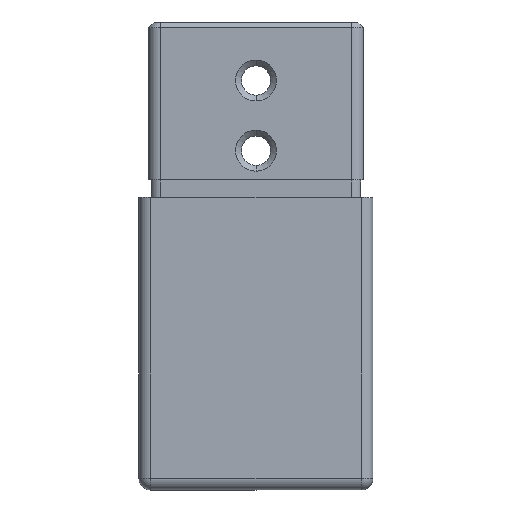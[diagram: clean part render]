
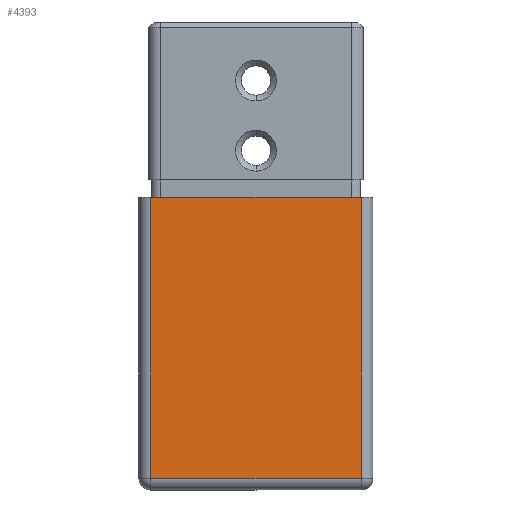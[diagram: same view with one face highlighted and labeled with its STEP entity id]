
A CAD part, front view. The second image highlights one B-rep face of the part: STEP entity #4393.
In plain terms, the highlighted planar face has unit normal (0, -1, 0).
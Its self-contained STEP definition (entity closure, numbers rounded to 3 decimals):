
#173 = ORIENTED_EDGE ( 'NONE', *, *, #6427, .T. ) ;
#559 = VERTEX_POINT ( 'NONE', #5043 ) ;
#712 = DIRECTION ( 'NONE',  ( 0., 0., -1. ) ) ;
#2916 = AXIS2_PLACEMENT_3D ( 'NONE', #10126, #14974, #712 ) ;
#3923 = VECTOR ( 'NONE', #9777, 1000. ) ;
#3982 = CARTESIAN_POINT ( 'NONE',  ( 18., 0., 50. ) ) ;
#4393 = ADVANCED_FACE ( 'NONE', ( #7769 ), #19477, .T. ) ;
#4407 = CARTESIAN_POINT ( 'NONE',  ( 18., 0., 2. ) ) ;
#4573 = VERTEX_POINT ( 'NONE', #6482 ) ;
#5043 = CARTESIAN_POINT ( 'NONE',  ( -18., 0., 50. ) ) ;
#5615 = LINE ( 'NONE', #9782, #10978 ) ;
#6427 = EDGE_CURVE ( 'NONE', #7086, #4573, #16799, .T. ) ;
#6482 = CARTESIAN_POINT ( 'NONE',  ( 18., 0., 50. ) ) ;
#7086 = VERTEX_POINT ( 'NONE', #4407 ) ;
#7769 = FACE_OUTER_BOUND ( 'NONE', #11074, .T. ) ;
#8161 = DIRECTION ( 'NONE',  ( 0., 0., 1. ) ) ;
#8393 = CARTESIAN_POINT ( 'NONE',  ( -18., 0., 0. ) ) ;
#9777 = DIRECTION ( 'NONE',  ( 0., 0., 1. ) ) ;
#9782 = CARTESIAN_POINT ( 'NONE',  ( 18., 0., 2. ) ) ;
#10126 = CARTESIAN_POINT ( 'NONE',  ( 18., 0., 0. ) ) ;
#10978 = VECTOR ( 'NONE', #15988, 1000. ) ;
#11074 = EDGE_LOOP ( 'NONE', ( #18698, #16942, #173, #11313 ) ) ;
#11313 = ORIENTED_EDGE ( 'NONE', *, *, #17054, .F. ) ;
#12398 = CARTESIAN_POINT ( 'NONE',  ( 18., 0., 0. ) ) ;
#12750 = EDGE_CURVE ( 'NONE', #16803, #559, #16406, .T. ) ;
#13854 = EDGE_CURVE ( 'NONE', #16803, #7086, #5615, .T. ) ;
#13932 = LINE ( 'NONE', #3982, #14181 ) ;
#14181 = VECTOR ( 'NONE', #16287, 1000. ) ;
#14974 = DIRECTION ( 'NONE',  ( 0., -1., 0. ) ) ;
#15988 = DIRECTION ( 'NONE',  ( 1., 0., 0. ) ) ;
#16287 = DIRECTION ( 'NONE',  ( 1., 0., 0. ) ) ;
#16406 = LINE ( 'NONE', #8393, #3923 ) ;
#16799 = LINE ( 'NONE', #12398, #17501 ) ;
#16803 = VERTEX_POINT ( 'NONE', #17577 ) ;
#16942 = ORIENTED_EDGE ( 'NONE', *, *, #13854, .T. ) ;
#17054 = EDGE_CURVE ( 'NONE', #559, #4573, #13932, .T. ) ;
#17501 = VECTOR ( 'NONE', #8161, 1000. ) ;
#17577 = CARTESIAN_POINT ( 'NONE',  ( -18., 0., 2. ) ) ;
#18698 = ORIENTED_EDGE ( 'NONE', *, *, #12750, .F. ) ;
#19477 = PLANE ( 'NONE',  #2916 ) ;
